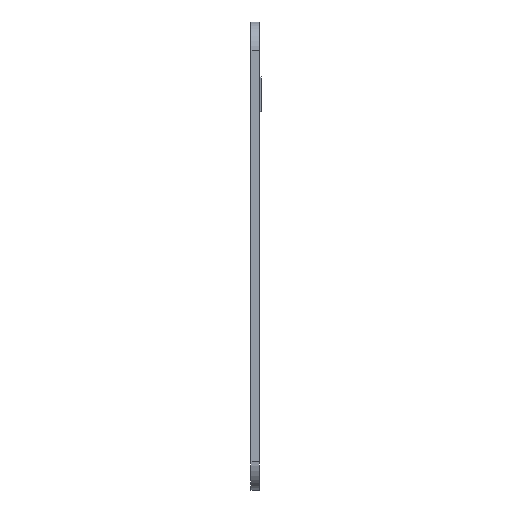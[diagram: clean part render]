
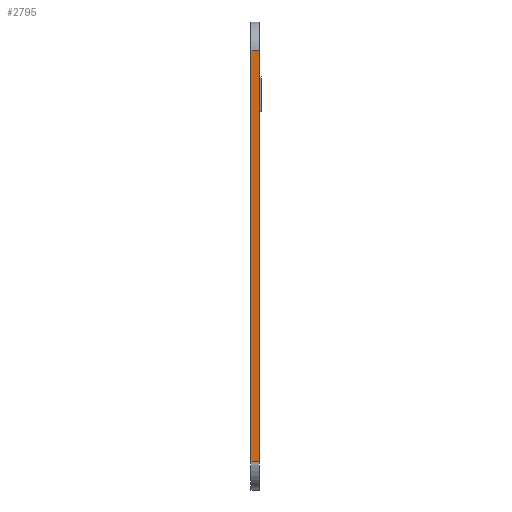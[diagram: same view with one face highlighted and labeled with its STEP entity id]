
A CAD part, left-side view. The second image highlights one B-rep face of the part: STEP entity #2795.
In plain terms, the highlighted planar face has unit normal (-1, 0, 0).
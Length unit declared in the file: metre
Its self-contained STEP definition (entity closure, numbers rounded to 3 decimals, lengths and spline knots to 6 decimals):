
#388=ORIENTED_EDGE('',*,*,#1182,.F.);
#389=ORIENTED_EDGE('',*,*,#1218,.T.);
#390=ORIENTED_EDGE('',*,*,#1219,.T.);
#391=ORIENTED_EDGE('',*,*,#1220,.T.);
#1182=EDGE_CURVE('',#1604,#1605,#1831,.T.);
#1218=EDGE_CURVE('',#1604,#1632,#1860,.T.);
#1219=EDGE_CURVE('',#1632,#1633,#1861,.T.);
#1220=EDGE_CURVE('',#1633,#1605,#1862,.F.);
#1604=VERTEX_POINT('',#4020);
#1605=VERTEX_POINT('',#4022);
#1632=VERTEX_POINT('',#4094);
#1633=VERTEX_POINT('',#4096);
#1831=LINE('',#4021,#2113);
#1860=LINE('',#4093,#2142);
#1861=LINE('',#4095,#2143);
#1862=LINE('',#4097,#2144);
#2113=VECTOR('',#3205,1.);
#2142=VECTOR('',#3266,1.);
#2143=VECTOR('',#3267,1.);
#2144=VECTOR('',#3268,1.);
#2361=EDGE_LOOP('',(#388,#389,#390,#391));
#2543=FACE_BOUND('',#2361,.T.);
#2709=PLANE('',#2987);
#2795=ADVANCED_FACE('',(#2543),#2709,.F.);
#2987=AXIS2_PLACEMENT_3D('',#4092,#3264,#3265);
#3205=DIRECTION('',(0.,0.,-1.));
#3264=DIRECTION('',(1.,0.,0.));
#3265=DIRECTION('',(0.,0.,-1.));
#3266=DIRECTION('',(0.,1.,0.));
#3267=DIRECTION('',(0.,0.,-1.));
#3268=DIRECTION('',(0.,1.,0.));
#4020=CARTESIAN_POINT('',(-0.042775,-0.0015,0.044155));
#4021=CARTESIAN_POINT('',(-0.042775,-0.0015,0.007866));
#4022=CARTESIAN_POINT('',(-0.042775,-0.0015,-0.028423));
#4092=CARTESIAN_POINT('',(-0.042775,-0.0015,0.007866));
#4093=CARTESIAN_POINT('',(-0.042775,0.,0.044155));
#4094=CARTESIAN_POINT('',(-0.042775,0.,0.044155));
#4095=CARTESIAN_POINT('',(-0.042775,0.,0.007866));
#4096=CARTESIAN_POINT('',(-0.042775,0.,-0.028423));
#4097=CARTESIAN_POINT('',(-0.042775,-0.0015,-0.028423));
